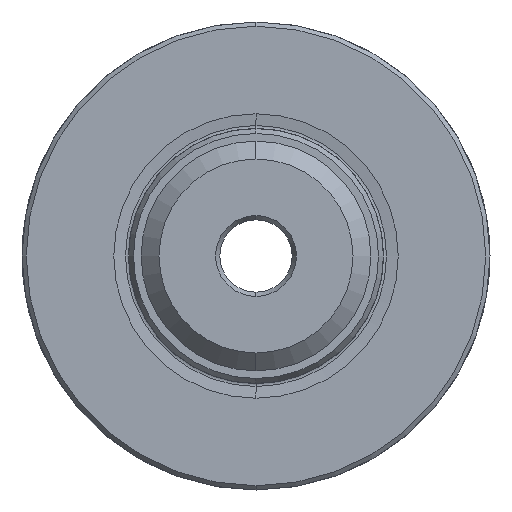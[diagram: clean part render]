
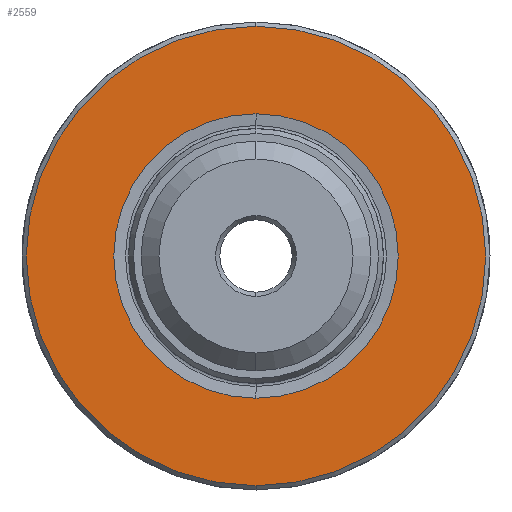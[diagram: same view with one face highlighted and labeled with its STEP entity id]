
A CAD part, left-side view. The second image highlights one B-rep face of the part: STEP entity #2559.
In plain terms, the highlighted planar face has unit normal (-1, 0, 0).
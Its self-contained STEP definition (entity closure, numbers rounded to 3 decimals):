
#22 = EDGE_CURVE ( 'NONE', #3699, #381, #4293, .T. ) ;
#35 = ORIENTED_EDGE ( 'NONE', *, *, #4113, .F. ) ;
#88 = DIRECTION ( 'NONE',  ( 1., 0., 0. ) ) ;
#180 = EDGE_LOOP ( 'NONE', ( #3978, #3761 ) ) ;
#329 = EDGE_LOOP ( 'NONE', ( #657, #35 ) ) ;
#381 = VERTEX_POINT ( 'NONE', #3162 ) ;
#399 = DIRECTION ( 'NONE',  ( 0., 0., -1. ) ) ;
#409 = CARTESIAN_POINT ( 'NONE',  ( 0., 0., 0. ) ) ;
#467 = PLANE ( 'NONE',  #2090 ) ;
#529 = AXIS2_PLACEMENT_3D ( 'NONE', #2390, #1151, #399 ) ;
#611 = AXIS2_PLACEMENT_3D ( 'NONE', #2321, #3545, #3625 ) ;
#657 = ORIENTED_EDGE ( 'NONE', *, *, #22, .F. ) ;
#785 = CIRCLE ( 'NONE', #1221, 16.715 ) ;
#786 = CARTESIAN_POINT ( 'NONE',  ( 0., 0., 0. ) ) ;
#812 = CARTESIAN_POINT ( 'NONE',  ( 0., 16.715, 0. ) ) ;
#865 = DIRECTION ( 'NONE',  ( 0., 0., 1. ) ) ;
#1151 = DIRECTION ( 'NONE',  ( 1., 0., 0. ) ) ;
#1221 = AXIS2_PLACEMENT_3D ( 'NONE', #409, #88, #3269 ) ;
#1454 = CIRCLE ( 'NONE', #611, 27. ) ;
#1613 = VERTEX_POINT ( 'NONE', #4231 ) ;
#1965 = DIRECTION ( 'NONE',  ( 0., 0., -1. ) ) ;
#2090 = AXIS2_PLACEMENT_3D ( 'NONE', #812, #3972, #865 ) ;
#2321 = CARTESIAN_POINT ( 'NONE',  ( 0., 0., 0. ) ) ;
#2390 = CARTESIAN_POINT ( 'NONE',  ( 0., 0., 0. ) ) ;
#2462 = DIRECTION ( 'NONE',  ( 1., 0., 0. ) ) ;
#2559 = ADVANCED_FACE ( 'NONE', ( #3166, #2774 ), #467, .T. ) ;
#2774 = FACE_OUTER_BOUND ( 'NONE', #329, .T. ) ;
#3157 = VERTEX_POINT ( 'NONE', #5063 ) ;
#3162 = CARTESIAN_POINT ( 'NONE',  ( 0., 0., 27. ) ) ;
#3166 = FACE_BOUND ( 'NONE', #180, .T. ) ;
#3193 = AXIS2_PLACEMENT_3D ( 'NONE', #786, #2462, #1965 ) ;
#3269 = DIRECTION ( 'NONE',  ( 0., 0., -1. ) ) ;
#3294 = CIRCLE ( 'NONE', #529, 16.715 ) ;
#3499 = CARTESIAN_POINT ( 'NONE',  ( 0., 0., -27. ) ) ;
#3545 = DIRECTION ( 'NONE',  ( 1., 0., 0. ) ) ;
#3625 = DIRECTION ( 'NONE',  ( 0., 0., -1. ) ) ;
#3699 = VERTEX_POINT ( 'NONE', #3499 ) ;
#3761 = ORIENTED_EDGE ( 'NONE', *, *, #3790, .T. ) ;
#3790 = EDGE_CURVE ( 'NONE', #1613, #3157, #3294, .T. ) ;
#3972 = DIRECTION ( 'NONE',  ( -1., 0., 0. ) ) ;
#3978 = ORIENTED_EDGE ( 'NONE', *, *, #4197, .T. ) ;
#4113 = EDGE_CURVE ( 'NONE', #381, #3699, #1454, .T. ) ;
#4197 = EDGE_CURVE ( 'NONE', #3157, #1613, #785, .T. ) ;
#4231 = CARTESIAN_POINT ( 'NONE',  ( 0., 0., -16.715 ) ) ;
#4293 = CIRCLE ( 'NONE', #3193, 27. ) ;
#5063 = CARTESIAN_POINT ( 'NONE',  ( 0., 0., 16.715 ) ) ;
